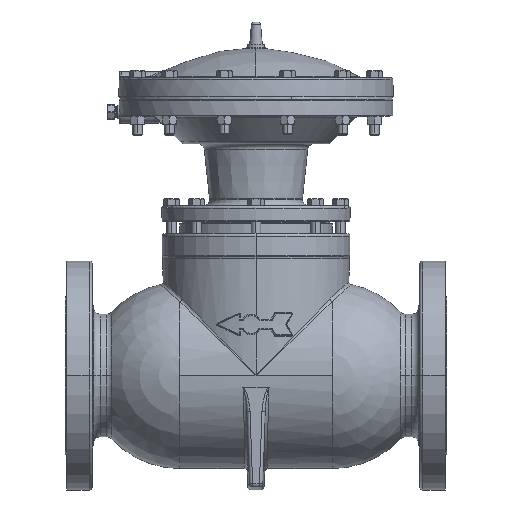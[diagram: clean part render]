
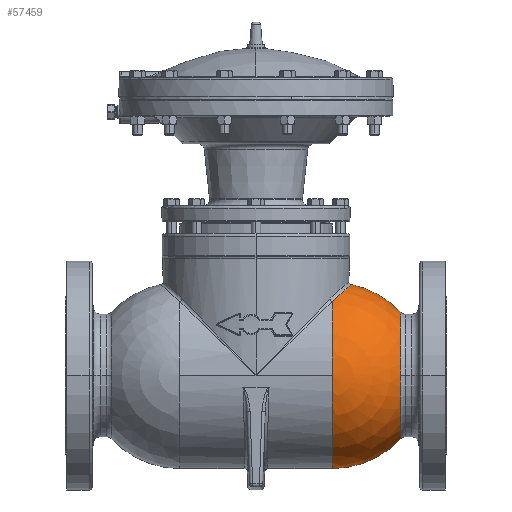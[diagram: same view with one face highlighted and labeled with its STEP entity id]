
A CAD part, top view. The second image highlights one B-rep face of the part: STEP entity #57459.
In plain terms, the highlighted spherical face has radius 92.869 mm.
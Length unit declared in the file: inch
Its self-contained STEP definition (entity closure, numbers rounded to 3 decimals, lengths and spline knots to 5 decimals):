
#891 = CARTESIAN_POINT ( 'NONE',  ( 5.68081, 2.48625, 0. ) ) ;
#971 = CARTESIAN_POINT ( 'NONE',  ( 3.7183, 3.54713, 0.52036 ) ) ;
#1169 = CARTESIAN_POINT ( 'NONE',  ( 3.39432, 3.27167, 1.58746 ) ) ;
#3131 = AXIS2_PLACEMENT_3D ( 'NONE', #10733, #42660, #15322 ) ;
#3911 = VERTEX_POINT ( 'NONE', #10072 ) ;
#3927 = VERTEX_POINT ( 'NONE', #12307 ) ;
#4005 = CIRCLE ( 'NONE', #30896, 3.65625 ) ;
#4280 = AXIS2_PLACEMENT_3D ( 'NONE', #59016, #31746, #4358 ) ;
#4358 = DIRECTION ( 'NONE',  ( 0., 0., 1. ) ) ;
#5563 = CARTESIAN_POINT ( 'NONE',  ( 3.70625, 3.53727, 0.59817 ) ) ;
#5749 = CARTESIAN_POINT ( 'NONE',  ( 3.21234, 3.10705, 1.92694 ) ) ;
#9262 = DIRECTION ( 'NONE',  ( -1., 0., 0. ) ) ;
#9639 = CARTESIAN_POINT ( 'NONE',  ( 3., -3.65625, 0. ) ) ;
#10072 = CARTESIAN_POINT ( 'NONE',  ( 5.68081, 0., 2.48625 ) ) ;
#10152 = CARTESIAN_POINT ( 'NONE',  ( 3.66193, 3.50079, 0.82789 ) ) ;
#10345 = CARTESIAN_POINT ( 'NONE',  ( 3., 2.90083, 2.22562 ) ) ;
#10505 = VERTEX_POINT ( 'NONE', #53922 ) ;
#10531 = DIRECTION ( 'NONE',  ( 0., -1., 0. ) ) ;
#10676 = VERTEX_POINT ( 'NONE', #9639 ) ;
#10733 = CARTESIAN_POINT ( 'NONE',  ( 3., 0., 0. ) ) ;
#11687 = VERTEX_POINT ( 'NONE', #16677 ) ;
#11765 = CARTESIAN_POINT ( 'NONE',  ( 3., 0., 0. ) ) ;
#12307 = CARTESIAN_POINT ( 'NONE',  ( 3., 0., 3.65625 ) ) ;
#12761 = CARTESIAN_POINT ( 'NONE',  ( 3., 0., 0. ) ) ;
#14218 = ORIENTED_EDGE ( 'NONE', *, *, #29824, .T. ) ;
#14753 = CARTESIAN_POINT ( 'NONE',  ( 3.58024, 3.43248, 1.12273 ) ) ;
#14799 = SPHERICAL_SURFACE ( 'NONE', #56034, 3.65625 ) ;
#15322 = DIRECTION ( 'NONE',  ( 0., -1., 0. ) ) ;
#15758 = EDGE_CURVE ( 'NONE', #10676, #3927, #51596, .T. ) ;
#16365 = DIRECTION ( 'NONE',  ( -1., 0., 0. ) ) ;
#16677 = CARTESIAN_POINT ( 'NONE',  ( 3., 2.90083, 2.22562 ) ) ;
#17200 = ORIENTED_EDGE ( 'NONE', *, *, #30047, .T. ) ;
#17303 = DIRECTION ( 'NONE',  ( 0., 0., 1. ) ) ;
#17655 = ORIENTED_EDGE ( 'NONE', *, *, #37105, .T. ) ;
#19345 = CARTESIAN_POINT ( 'NONE',  ( 3.5122, 3.37441, 1.31223 ) ) ;
#20279 = CARTESIAN_POINT ( 'NONE',  ( 5.68081, 0., 0. ) ) ;
#20581 = VERTEX_POINT ( 'NONE', #891 ) ;
#22787 = ORIENTED_EDGE ( 'NONE', *, *, #44063, .F. ) ;
#23806 = CARTESIAN_POINT ( 'NONE',  ( 3.73758, 3.56286, 0.36453 ) ) ;
#24000 = CARTESIAN_POINT ( 'NONE',  ( 3.47473, 3.34202, 1.40514 ) ) ;
#24959 = DIRECTION ( 'NONE',  ( 0., 0., 1. ) ) ;
#25044 = AXIS2_PLACEMENT_3D ( 'NONE', #11765, #43702, #16365 ) ;
#25997 = CIRCLE ( 'NONE', #36747, 2.48625 ) ;
#27014 = FACE_OUTER_BOUND ( 'NONE', #27172, .T. ) ;
#27172 = EDGE_LOOP ( 'NONE', ( #17655, #14218, #17200, #51392, #22787, #34959, #27883 ) ) ;
#27883 = ORIENTED_EDGE ( 'NONE', *, *, #55914, .F. ) ;
#28205 = CARTESIAN_POINT ( 'NONE',  ( 3.75542, 3.57736, 0.10433 ) ) ;
#28418 = CARTESIAN_POINT ( 'NONE',  ( 3.72194, 3.5501, 0.4944 ) ) ;
#28627 = CARTESIAN_POINT ( 'NONE',  ( 3.4452, 3.31628, 1.47408 ) ) ;
#29824 = EDGE_CURVE ( 'NONE', #3911, #20581, #37164, .T. ) ;
#30031 = CIRCLE ( 'NONE', #3131, 3.65625 ) ;
#30047 = EDGE_CURVE ( 'NONE', #20581, #51587, #30031, .T. ) ;
#30702 = CARTESIAN_POINT ( 'NONE',  ( 3., 0., 0. ) ) ;
#30896 = AXIS2_PLACEMENT_3D ( 'NONE', #12761, #44657, #17303 ) ;
#31746 = DIRECTION ( 'NONE',  ( -1., 0., 0. ) ) ;
#32995 = CARTESIAN_POINT ( 'NONE',  ( 3.71046, 3.54071, 0.57225 ) ) ;
#33197 = CARTESIAN_POINT ( 'NONE',  ( 3.35073, 3.23285, 1.67474 ) ) ;
#34959 = ORIENTED_EDGE ( 'NONE', *, *, #15758, .F. ) ;
#34968 = CIRCLE ( 'NONE', #25044, 3.65625 ) ;
#36747 = AXIS2_PLACEMENT_3D ( 'NONE', #20279, #52237, #24959 ) ;
#37105 = EDGE_CURVE ( 'NONE', #10505, #3911, #25997, .T. ) ;
#37164 = CIRCLE ( 'NONE', #4280, 2.48625 ) ;
#37523 = CARTESIAN_POINT ( 'NONE',  ( 3.68395, 3.51896, 0.72696 ) ) ;
#37729 = CARTESIAN_POINT ( 'NONE',  ( 3.10997, 3.01079, 2.08229 ) ) ;
#42080 = CARTESIAN_POINT ( 'NONE',  ( 3.61007, 3.45755, 1.02578 ) ) ;
#42660 = DIRECTION ( 'NONE',  ( 0., 0., 1. ) ) ;
#43431 = CARTESIAN_POINT ( 'NONE',  ( 3.75542, 3.57736, 0. ) ) ;
#43702 = DIRECTION ( 'NONE',  ( 0., 0., -1. ) ) ;
#44063 = EDGE_CURVE ( 'NONE', #3927, #11687, #4005, .T. ) ;
#44657 = DIRECTION ( 'NONE',  ( -1., 0., 0. ) ) ;
#44780 = B_SPLINE_CURVE_WITH_KNOTS ( 'NONE', 3,
 ( #50886, #28205, #51076, #23806, #55698, #28418, #971, #32995, #5563, #37523, #10152, #42080, #14753, #46666, #19345, #51283, #24000, #55898, #28627, #1169, #33197, #5749, #37729, #10345 ),
 .UNSPECIFIED., .F., .F.,
 ( 4, 2, 2, 2, 2, 2, 2, 2, 2, 2, 2, 4 ),
 ( 0.06369, 0.07165, 0.07562, 0.07761, 0.0796, 0.08755, 0.09551, 0.09948, 0.10147, 0.10346, 0.11142, 0.12732 ),
 .UNSPECIFIED. ) ;
#45407 = AXIS2_PLACEMENT_3D ( 'NONE', #30702, #9262, #48277 ) ;
#45635 = EDGE_CURVE ( 'NONE', #51587, #11687, #44780, .T. ) ;
#46666 = CARTESIAN_POINT ( 'NONE',  ( 3.52991, 3.38959, 1.26522 ) ) ;
#48277 = DIRECTION ( 'NONE',  ( 0., 0., 1. ) ) ;
#50886 = CARTESIAN_POINT ( 'NONE',  ( 3.75542, 3.57736, 0. ) ) ;
#51076 = CARTESIAN_POINT ( 'NONE',  ( 3.75097, 3.57375, 0.20851 ) ) ;
#51283 = CARTESIAN_POINT ( 'NONE',  ( 3.48427, 3.35028, 1.382 ) ) ;
#51392 = ORIENTED_EDGE ( 'NONE', *, *, #45635, .T. ) ;
#51452 = DIRECTION ( 'NONE',  ( 0., 0., 1. ) ) ;
#51587 = VERTEX_POINT ( 'NONE', #43431 ) ;
#51596 = CIRCLE ( 'NONE', #45407, 3.65625 ) ;
#52237 = DIRECTION ( 'NONE',  ( -1., 0., 0. ) ) ;
#53922 = CARTESIAN_POINT ( 'NONE',  ( 5.68081, -2.48625, 0. ) ) ;
#55698 = CARTESIAN_POINT ( 'NONE',  ( 3.732, 3.55832, 0.4165 ) ) ;
#55898 = CARTESIAN_POINT ( 'NONE',  ( 3.4552, 3.32502, 1.45117 ) ) ;
#55914 = EDGE_CURVE ( 'NONE', #10505, #10676, #34968, .T. ) ;
#56034 = AXIS2_PLACEMENT_3D ( 'NONE', #56074, #51452, #10531 ) ;
#56074 = CARTESIAN_POINT ( 'NONE',  ( 3., 0., 0. ) ) ;
#57459 = ADVANCED_FACE ( 'NONE', ( #27014 ), #14799, .T. ) ;
#59016 = CARTESIAN_POINT ( 'NONE',  ( 5.68081, 0., 0. ) ) ;
